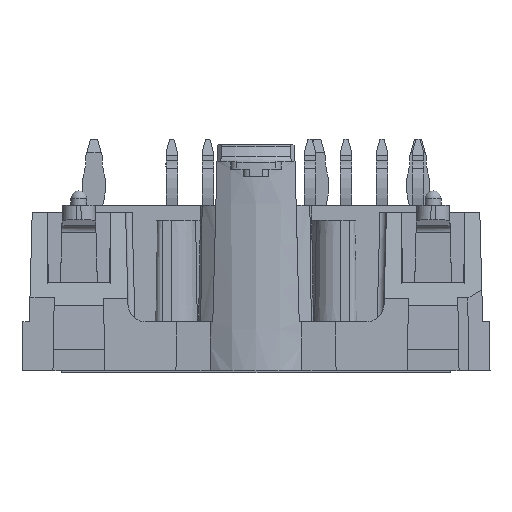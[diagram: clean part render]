
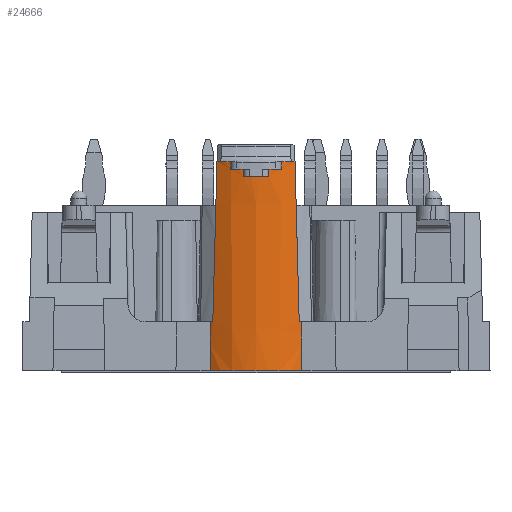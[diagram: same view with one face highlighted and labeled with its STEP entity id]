
A CAD part, left-side view. The second image highlights one B-rep face of the part: STEP entity #24666.
In plain terms, the highlighted conical face has half-angle 0.516 degrees and reference radius 5.5 mm.
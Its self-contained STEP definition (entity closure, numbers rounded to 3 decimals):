
#42=ELLIPSE('',#25634,283.039,6.957);
#47=ELLIPSE('',#25640,283.039,6.957);
#86=ELLIPSE('',#25882,248.172,3.71);
#87=ELLIPSE('',#25885,248.172,3.71);
#228=B_SPLINE_CURVE_WITH_KNOTS('',3,(#33143,#33144,#33145,#33146),
 .UNSPECIFIED.,.F.,.F.,(4,4),(0.002,0.002),
 .UNSPECIFIED.);
#229=B_SPLINE_CURVE_WITH_KNOTS('',3,(#33154,#33155,#33156,#33157),
 .UNSPECIFIED.,.F.,.F.,(4,4),(0.002,0.003),
 .UNSPECIFIED.);
#230=B_SPLINE_CURVE_WITH_KNOTS('',3,(#33165,#33166,#33167,#33168),
 .UNSPECIFIED.,.F.,.F.,(4,4),(0.002,0.002),
 .UNSPECIFIED.);
#231=B_SPLINE_CURVE_WITH_KNOTS('',3,(#33176,#33177,#33178,#33179),
 .UNSPECIFIED.,.F.,.F.,(4,4),(0.002,0.002),
 .UNSPECIFIED.);
#1272=CIRCLE('',#25642,5.6);
#1273=CIRCLE('',#25645,5.595);
#1274=CIRCLE('',#25648,5.591);
#1275=CIRCLE('',#25651,5.595);
#1276=CIRCLE('',#25654,5.6);
#1305=CIRCLE('',#25802,5.5);
#1307=CIRCLE('',#25805,5.5);
#1338=CIRCLE('',#25884,5.469);
#2715=ORIENTED_EDGE('',*,*,#7375,.T.);
#2716=ORIENTED_EDGE('',*,*,#7373,.T.);
#2717=ORIENTED_EDGE('',*,*,#7371,.T.);
#2718=ORIENTED_EDGE('',*,*,#7369,.T.);
#2719=ORIENTED_EDGE('',*,*,#7367,.T.);
#2720=ORIENTED_EDGE('',*,*,#7365,.T.);
#2721=ORIENTED_EDGE('',*,*,#7363,.T.);
#2722=ORIENTED_EDGE('',*,*,#7361,.T.);
#2723=ORIENTED_EDGE('',*,*,#7359,.T.);
#2724=ORIENTED_EDGE('',*,*,#7357,.F.);
#2725=ORIENTED_EDGE('',*,*,#7623,.T.);
#2726=ORIENTED_EDGE('',*,*,#7721,.T.);
#2727=ORIENTED_EDGE('',*,*,#7723,.F.);
#2728=ORIENTED_EDGE('',*,*,#7724,.F.);
#2729=ORIENTED_EDGE('',*,*,#7626,.T.);
#2730=ORIENTED_EDGE('',*,*,#7352,.F.);
#7352=EDGE_CURVE('',#9986,#9987,#42,.F.);
#7357=EDGE_CURVE('',#9988,#9989,#47,.F.);
#7359=EDGE_CURVE('',#9990,#9989,#1272,.T.);
#7361=EDGE_CURVE('',#9991,#9990,#228,.T.);
#7363=EDGE_CURVE('',#9992,#9991,#1273,.T.);
#7365=EDGE_CURVE('',#9993,#9992,#229,.T.);
#7367=EDGE_CURVE('',#9994,#9993,#1274,.T.);
#7369=EDGE_CURVE('',#9995,#9994,#230,.T.);
#7371=EDGE_CURVE('',#9996,#9995,#1275,.T.);
#7373=EDGE_CURVE('',#9997,#9996,#231,.T.);
#7375=EDGE_CURVE('',#9986,#9997,#1276,.T.);
#7623=EDGE_CURVE('',#9988,#10184,#1305,.T.);
#7626=EDGE_CURVE('',#10186,#9987,#1307,.T.);
#7721=EDGE_CURVE('',#10184,#10240,#86,.F.);
#7723=EDGE_CURVE('',#10241,#10240,#1338,.T.);
#7724=EDGE_CURVE('',#10186,#10241,#87,.T.);
#9986=VERTEX_POINT('',#33126);
#9987=VERTEX_POINT('',#33128);
#9988=VERTEX_POINT('',#33134);
#9989=VERTEX_POINT('',#33136);
#9990=VERTEX_POINT('',#33140);
#9991=VERTEX_POINT('',#33147);
#9992=VERTEX_POINT('',#33151);
#9993=VERTEX_POINT('',#33158);
#9994=VERTEX_POINT('',#33162);
#9995=VERTEX_POINT('',#33169);
#9996=VERTEX_POINT('',#33173);
#9997=VERTEX_POINT('',#33180);
#10184=VERTEX_POINT('',#33700);
#10186=VERTEX_POINT('',#33705);
#10240=VERTEX_POINT('',#33899);
#10241=VERTEX_POINT('',#33904);
#15671=EDGE_LOOP('',(#2715,#2716,#2717,#2718,#2719,#2720,#2721,#2722,#2723,
#2724,#2725,#2726,#2727,#2728,#2729,#2730));
#16727=FACE_BOUND('',#15671,.T.);
#17584=CONICAL_SURFACE('',#25883,5.5,0.009);
#24666=ADVANCED_FACE('',(#16727),#17584,.T.);
#25634=AXIS2_PLACEMENT_3D('',#33127,#27636,#27637);
#25640=AXIS2_PLACEMENT_3D('',#33135,#27648,#27649);
#25642=AXIS2_PLACEMENT_3D('',#33139,#27653,#27654);
#25645=AXIS2_PLACEMENT_3D('',#33150,#27661,#27662);
#25648=AXIS2_PLACEMENT_3D('',#33161,#27669,#27670);
#25651=AXIS2_PLACEMENT_3D('',#33172,#27677,#27678);
#25654=AXIS2_PLACEMENT_3D('',#33183,#27685,#27686);
#25802=AXIS2_PLACEMENT_3D('',#33701,#28164,#28165);
#25805=AXIS2_PLACEMENT_3D('',#33707,#28171,#28172);
#25882=AXIS2_PLACEMENT_3D('',#33900,#28387,#28388);
#25883=AXIS2_PLACEMENT_3D('',#33902,#28390,#28391);
#25884=AXIS2_PLACEMENT_3D('',#33903,#28392,#28393);
#25885=AXIS2_PLACEMENT_3D('',#33905,#28394,#28395);
#27636=DIRECTION('',(0.,1.,-0.026));
#27637=DIRECTION('',(0.,0.026,1.));
#27648=DIRECTION('',(0.,-1.,-0.026));
#27649=DIRECTION('',(0.,-0.026,1.));
#27653=DIRECTION('',(0.,0.,-1.));
#27654=DIRECTION('',(-1.,0.,0.));
#27661=DIRECTION('',(0.,0.,-1.));
#27662=DIRECTION('',(-1.,0.,0.));
#27669=DIRECTION('',(0.,0.,-1.));
#27670=DIRECTION('',(-1.,0.,0.));
#27677=DIRECTION('',(0.,0.,-1.));
#27678=DIRECTION('',(-1.,0.,0.));
#27685=DIRECTION('',(0.,0.,-1.));
#27686=DIRECTION('',(-1.,0.,0.));
#28164=DIRECTION('',(0.,0.,-1.));
#28165=DIRECTION('',(-1.,0.,0.));
#28171=DIRECTION('',(0.,0.,-1.));
#28172=DIRECTION('',(-1.,0.,0.));
#28387=DIRECTION('',(1.,0.,0.017));
#28388=DIRECTION('',(-0.017,0.,1.));
#28390=DIRECTION('',(0.,0.,1.));
#28391=DIRECTION('',(-1.,0.,0.));
#28392=DIRECTION('',(0.,0.,-1.));
#28393=DIRECTION('',(-1.,0.,0.));
#28394=DIRECTION('',(1.,0.,0.017));
#28395=DIRECTION('',(-0.017,0.,1.));
#33126=CARTESIAN_POINT('',(-32.401,-2.709,14.5));
#33127=CARTESIAN_POINT('',(-27.5,2.549,215.309));
#33128=CARTESIAN_POINT('',(-32.11,-3.,3.4));
#33134=CARTESIAN_POINT('',(-32.11,3.,3.4));
#33135=CARTESIAN_POINT('',(-27.5,-2.549,215.309));
#33136=CARTESIAN_POINT('',(-32.401,2.709,14.5));
#33139=CARTESIAN_POINT('',(-27.5,0.,14.5));
#33140=CARTESIAN_POINT('',(-32.82,1.75,14.5));
#33143=CARTESIAN_POINT('',(-32.815,1.75,14.));
#33144=CARTESIAN_POINT('',(-32.816,1.75,14.167));
#33145=CARTESIAN_POINT('',(-32.818,1.75,14.333));
#33146=CARTESIAN_POINT('',(-32.82,1.75,14.5));
#33147=CARTESIAN_POINT('',(-32.815,1.75,14.));
#33150=CARTESIAN_POINT('',(-27.5,0.,14.));
#33151=CARTESIAN_POINT('',(-33.023,0.9,14.));
#33154=CARTESIAN_POINT('',(-33.018,0.9,13.5));
#33155=CARTESIAN_POINT('',(-33.02,0.9,13.667));
#33156=CARTESIAN_POINT('',(-33.021,0.9,13.833));
#33157=CARTESIAN_POINT('',(-33.023,0.9,14.));
#33158=CARTESIAN_POINT('',(-33.018,0.9,13.5));
#33161=CARTESIAN_POINT('',(-27.5,0.,13.5));
#33162=CARTESIAN_POINT('',(-33.018,-0.9,13.5));
#33165=CARTESIAN_POINT('',(-33.023,-0.9,14.));
#33166=CARTESIAN_POINT('',(-33.021,-0.9,13.833));
#33167=CARTESIAN_POINT('',(-33.02,-0.9,13.667));
#33168=CARTESIAN_POINT('',(-33.018,-0.9,13.5));
#33169=CARTESIAN_POINT('',(-33.023,-0.9,14.));
#33172=CARTESIAN_POINT('',(-27.5,0.,14.));
#33173=CARTESIAN_POINT('',(-32.815,-1.75,14.));
#33176=CARTESIAN_POINT('',(-32.82,-1.75,14.5));
#33177=CARTESIAN_POINT('',(-32.818,-1.75,14.333));
#33178=CARTESIAN_POINT('',(-32.816,-1.75,14.167));
#33179=CARTESIAN_POINT('',(-32.815,-1.75,14.));
#33180=CARTESIAN_POINT('',(-32.82,-1.75,14.5));
#33183=CARTESIAN_POINT('',(-27.5,0.,14.5));
#33700=CARTESIAN_POINT('',(-32.,3.162,3.4));
#33701=CARTESIAN_POINT('',(-27.5,0.,3.4));
#33705=CARTESIAN_POINT('',(-32.,-3.162,3.4));
#33707=CARTESIAN_POINT('',(-27.5,0.,3.4));
#33899=CARTESIAN_POINT('',(-31.941,3.193,0.));
#33900=CARTESIAN_POINT('',(-29.735,0.,-126.336));
#33902=CARTESIAN_POINT('',(-27.5,0.,3.4));
#33903=CARTESIAN_POINT('',(-27.5,0.,0.));
#33904=CARTESIAN_POINT('',(-31.941,-3.193,0.));
#33905=CARTESIAN_POINT('',(-29.735,0.,-126.336));
